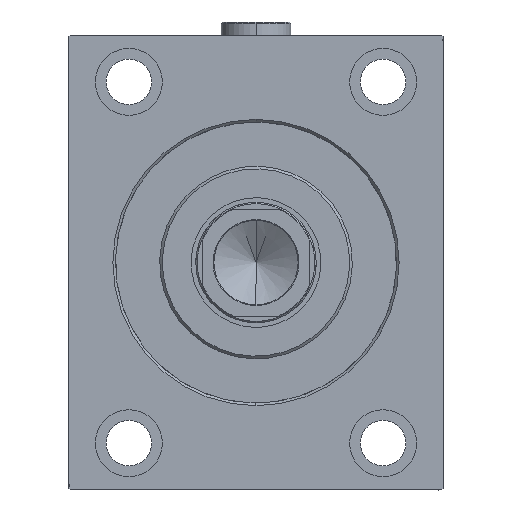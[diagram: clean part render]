
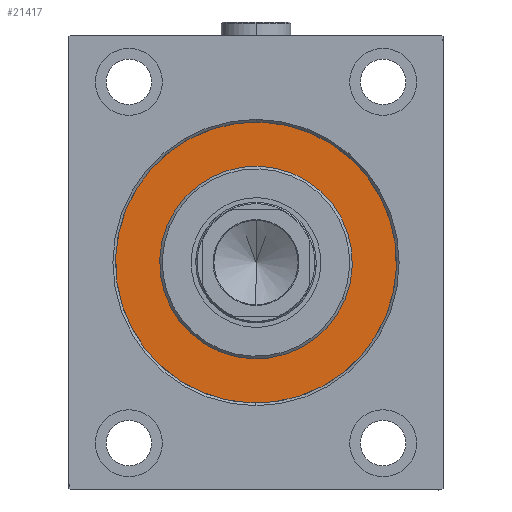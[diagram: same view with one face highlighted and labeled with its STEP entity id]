
A CAD part, left-side view. The second image highlights one B-rep face of the part: STEP entity #21417.
In plain terms, the highlighted face is planar.
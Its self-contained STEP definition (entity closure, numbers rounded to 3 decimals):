
#42 = DIRECTION ( 'NONE',  ( -1., 0., 0. ) ) ;
#681 = EDGE_CURVE ( 'NONE', #38934, #43378, #44942, .T. ) ;
#1113 = CARTESIAN_POINT ( 'NONE',  ( 0., 0., 0. ) ) ;
#3241 = ORIENTED_EDGE ( 'NONE', *, *, #681, .F. ) ;
#4851 = VERTEX_POINT ( 'NONE', #31373 ) ;
#6551 = EDGE_LOOP ( 'NONE', ( #27699, #31826 ) ) ;
#8857 = DIRECTION ( 'NONE',  ( 1., 0., 0. ) ) ;
#10584 = EDGE_CURVE ( 'NONE', #43378, #38934, #32773, .T. ) ;
#10885 = CARTESIAN_POINT ( 'NONE',  ( 0., 0., -52.5 ) ) ;
#14915 = DIRECTION ( 'NONE',  ( 0., 0., 1. ) ) ;
#15074 = DIRECTION ( 'NONE',  ( 0., 0., 1. ) ) ;
#15918 = CARTESIAN_POINT ( 'NONE',  ( 0., 0., 52.5 ) ) ;
#15955 = CARTESIAN_POINT ( 'NONE',  ( 0., 0., 0. ) ) ;
#16227 = DIRECTION ( 'NONE',  ( 0., 0., 1. ) ) ;
#18264 = AXIS2_PLACEMENT_3D ( 'NONE', #15955, #8857, #26749 ) ;
#21023 = EDGE_CURVE ( 'NONE', #4851, #41422, #42375, .T. ) ;
#21358 = FACE_OUTER_BOUND ( 'NONE', #30906, .T. ) ;
#21417 = ADVANCED_FACE ( 'NONE', ( #39694, #21358 ), #42453, .F. ) ;
#21591 = DIRECTION ( 'NONE',  ( -1., 0., 0. ) ) ;
#23337 = AXIS2_PLACEMENT_3D ( 'NONE', #28482, #21591, #14915 ) ;
#23455 = EDGE_CURVE ( 'NONE', #41422, #4851, #38790, .T. ) ;
#24195 = DIRECTION ( 'NONE',  ( 0., 0., -1. ) ) ;
#24652 = DIRECTION ( 'NONE',  ( 1., 0., 0. ) ) ;
#26749 = DIRECTION ( 'NONE',  ( 0., 0., -1. ) ) ;
#27699 = ORIENTED_EDGE ( 'NONE', *, *, #23455, .F. ) ;
#28476 = AXIS2_PLACEMENT_3D ( 'NONE', #31530, #24652, #24195 ) ;
#28482 = CARTESIAN_POINT ( 'NONE',  ( 0., 0., 0. ) ) ;
#30906 = EDGE_LOOP ( 'NONE', ( #3241, #39972 ) ) ;
#31373 = CARTESIAN_POINT ( 'NONE',  ( 0., 0., -36. ) ) ;
#31530 = CARTESIAN_POINT ( 'NONE',  ( 0., 0., 0. ) ) ;
#31826 = ORIENTED_EDGE ( 'NONE', *, *, #21023, .F. ) ;
#32773 = CIRCLE ( 'NONE', #43743, 52.5 ) ;
#37108 = DIRECTION ( 'NONE',  ( -1., 0., 0. ) ) ;
#37170 = CARTESIAN_POINT ( 'NONE',  ( 0., 0., 36. ) ) ;
#38413 = AXIS2_PLACEMENT_3D ( 'NONE', #1113, #42, #15074 ) ;
#38790 = CIRCLE ( 'NONE', #18264, 36. ) ;
#38934 = VERTEX_POINT ( 'NONE', #10885 ) ;
#39694 = FACE_BOUND ( 'NONE', #6551, .T. ) ;
#39972 = ORIENTED_EDGE ( 'NONE', *, *, #10584, .F. ) ;
#41422 = VERTEX_POINT ( 'NONE', #37170 ) ;
#42375 = CIRCLE ( 'NONE', #28476, 36. ) ;
#42453 = PLANE ( 'NONE',  #23337 ) ;
#43378 = VERTEX_POINT ( 'NONE', #15918 ) ;
#43743 = AXIS2_PLACEMENT_3D ( 'NONE', #43744, #37108, #16227 ) ;
#43744 = CARTESIAN_POINT ( 'NONE',  ( 0., 0., 0. ) ) ;
#44942 = CIRCLE ( 'NONE', #38413, 52.5 ) ;
